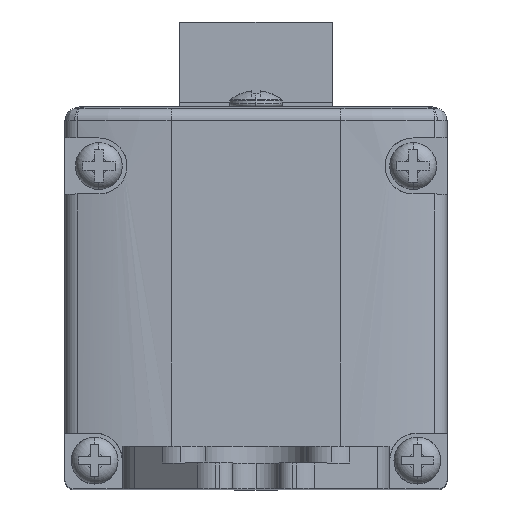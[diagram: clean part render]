
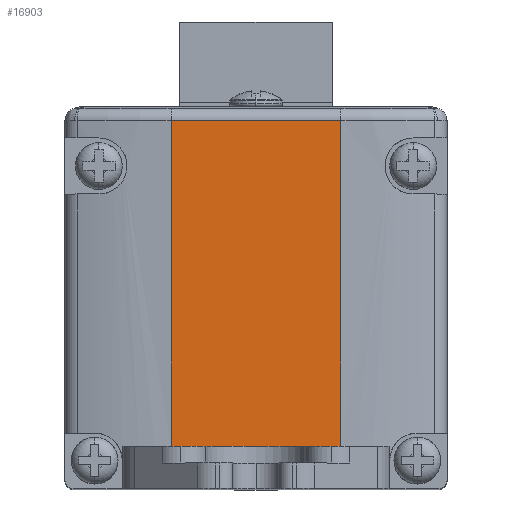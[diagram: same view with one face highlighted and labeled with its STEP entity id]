
A CAD part, top view. The second image highlights one B-rep face of the part: STEP entity #16903.
In plain terms, the highlighted planar face has unit normal (0, 0, 1).
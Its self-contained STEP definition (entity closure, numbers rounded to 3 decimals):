
#5167 = CARTESIAN_POINT ( 'NONE',  ( 10., 43.349, 38.5 ) ) ;
#5222 = CARTESIAN_POINT ( 'NONE',  ( -10., 43.349, 38.5 ) ) ;
#5228 = CARTESIAN_POINT ( 'NONE',  ( 10., 5., 38.5 ) ) ;
#5393 = CARTESIAN_POINT ( 'NONE',  ( -10., 5., 38.5 ) ) ;
#6557 = VECTOR ( 'NONE', #7023, 1000. ) ;
#6566 = VECTOR ( 'NONE', #7040, 1000. ) ;
#6694 = VECTOR ( 'NONE', #7530, 1000. ) ;
#6703 = VECTOR ( 'NONE', #7533, 1000. ) ;
#7001 = CARTESIAN_POINT ( 'NONE',  ( 22.5, 43.349, 38.5 ) ) ;
#7019 = LINE ( 'NONE', #7001, #6557 ) ;
#7023 = DIRECTION ( 'NONE',  ( -1., 0., 0. ) ) ;
#7038 = LINE ( 'NONE', #7039, #6566 ) ;
#7039 = CARTESIAN_POINT ( 'NONE',  ( 10., 0., 38.5 ) ) ;
#7040 = DIRECTION ( 'NONE',  ( 0., 1., 0. ) ) ;
#7521 = CARTESIAN_POINT ( 'NONE',  ( -10., 0., 38.5 ) ) ;
#7526 = LINE ( 'NONE', #7521, #6694 ) ;
#7530 = DIRECTION ( 'NONE',  ( 0., 1., 0. ) ) ;
#7531 = LINE ( 'NONE', #7532, #6703 ) ;
#7532 = CARTESIAN_POINT ( 'NONE',  ( 22.5, 5., 38.5 ) ) ;
#7533 = DIRECTION ( 'NONE',  ( 1., 0., 0. ) ) ;
#7869 = AXIS2_PLACEMENT_3D ( 'NONE', #8209, #8215, #8216 ) ;
#8209 = CARTESIAN_POINT ( 'NONE',  ( 22.5, 45., 38.5 ) ) ;
#8210 = FACE_OUTER_BOUND ( 'NONE', #13432, .T. ) ;
#8212 = PLANE ( 'NONE',  #7869 ) ;
#8215 = DIRECTION ( 'NONE',  ( 0., 0., 1. ) ) ;
#8216 = DIRECTION ( 'NONE',  ( 1., 0., 0. ) ) ;
#13432 = EDGE_LOOP ( 'NONE', ( #16443, #16444, #16445, #16446 ) ) ;
#13968 = VERTEX_POINT ( 'NONE', #5167 ) ;
#14069 = VERTEX_POINT ( 'NONE', #5222 ) ;
#14080 = VERTEX_POINT ( 'NONE', #5228 ) ;
#14160 = VERTEX_POINT ( 'NONE', #5393 ) ;
#15994 = EDGE_CURVE ( 'NONE', #13968, #14069, #7019, .T. ) ;
#16000 = EDGE_CURVE ( 'NONE', #14080, #13968, #7038, .T. ) ;
#16123 = EDGE_CURVE ( 'NONE', #14160, #14069, #7526, .T. ) ;
#16124 = EDGE_CURVE ( 'NONE', #14160, #14080, #7531, .T. ) ;
#16443 = ORIENTED_EDGE ( 'NONE', *, *, #16123, .F. ) ;
#16444 = ORIENTED_EDGE ( 'NONE', *, *, #16124, .T. ) ;
#16445 = ORIENTED_EDGE ( 'NONE', *, *, #16000, .T. ) ;
#16446 = ORIENTED_EDGE ( 'NONE', *, *, #15994, .T. ) ;
#16903 = ADVANCED_FACE ( 'NONE', ( #8210 ), #8212, .T. ) ;
